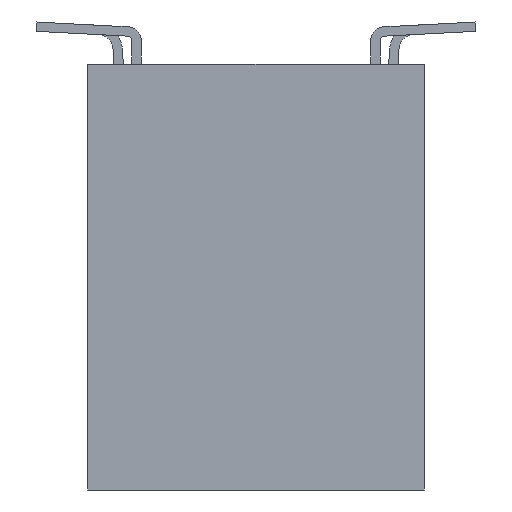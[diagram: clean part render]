
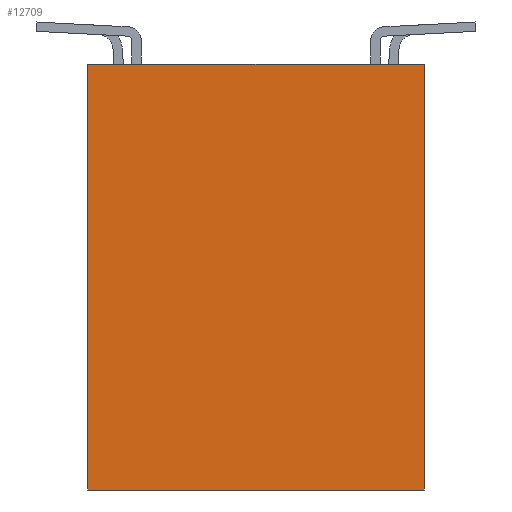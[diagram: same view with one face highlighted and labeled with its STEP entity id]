
A CAD part, left-side view. The second image highlights one B-rep face of the part: STEP entity #12709.
In plain terms, the highlighted planar face has unit normal (-1, 0, 0).
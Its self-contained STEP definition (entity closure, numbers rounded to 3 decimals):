
#80=DIRECTION('',(0.,1.,0.));
#81=VECTOR('',#80,7.2);
#82=CARTESIAN_POINT('',(-7.3,-3.6,0.));
#83=LINE('',#82,#81);
#2387=DIRECTION('',(0.,0.,1.));
#2388=VECTOR('',#2387,9.1);
#2389=CARTESIAN_POINT('',(-7.3,-3.6,0.));
#2390=LINE('',#2389,#2388);
#2395=DIRECTION('',(0.,0.,-1.));
#2396=VECTOR('',#2395,9.1);
#2397=CARTESIAN_POINT('',(-7.3,3.6,9.1));
#2398=LINE('',#2397,#2396);
#2399=DIRECTION('',(0.,1.,0.));
#2400=VECTOR('',#2399,7.2);
#2401=CARTESIAN_POINT('',(-7.3,-3.6,9.1));
#2402=LINE('',#2401,#2400);
#8695=CARTESIAN_POINT('',(-7.3,-3.6,0.));
#8696=VERTEX_POINT('',#8695);
#8697=CARTESIAN_POINT('',(-7.3,3.6,0.));
#8698=VERTEX_POINT('',#8697);
#10897=CARTESIAN_POINT('',(-7.3,-3.6,9.1));
#10898=CARTESIAN_POINT('',(-7.3,3.6,9.1));
#10899=VERTEX_POINT('',#10897);
#10900=VERTEX_POINT('',#10898);
#12696=CARTESIAN_POINT('',(-7.3,-3.6,0.));
#12697=DIRECTION('',(-1.,0.,0.));
#12698=DIRECTION('',(0.,1.,0.));
#12699=AXIS2_PLACEMENT_3D('',#12696,#12697,#12698);
#12700=PLANE('',#12699);
#12702=ORIENTED_EDGE('',*,*,#12701,.F.);
#12704=ORIENTED_EDGE('',*,*,#12703,.F.);
#12705=ORIENTED_EDGE('',*,*,#12687,.F.);
#12706=ORIENTED_EDGE('',*,*,#11442,.T.);
#12707=EDGE_LOOP('',(#12702,#12704,#12705,#12706));
#12708=FACE_OUTER_BOUND('',#12707,.F.);
#12709=ADVANCED_FACE('',(#12708),#12700,.T.);
#11442=EDGE_CURVE('',#8696,#8698,#83,.T.);
#12687=EDGE_CURVE('',#8696,#10899,#2390,.T.);
#12701=EDGE_CURVE('',#10900,#8698,#2398,.T.);
#12703=EDGE_CURVE('',#10899,#10900,#2402,.T.);
